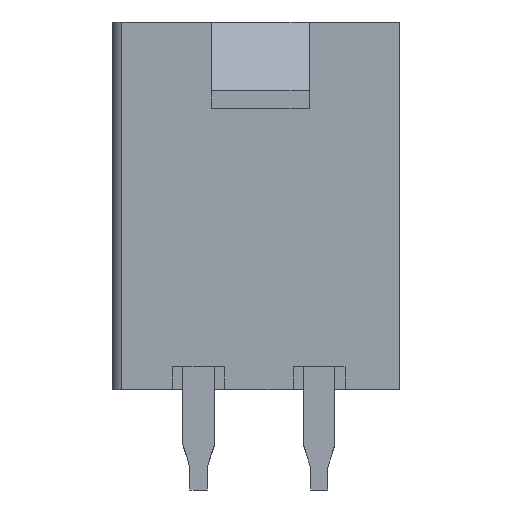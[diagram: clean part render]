
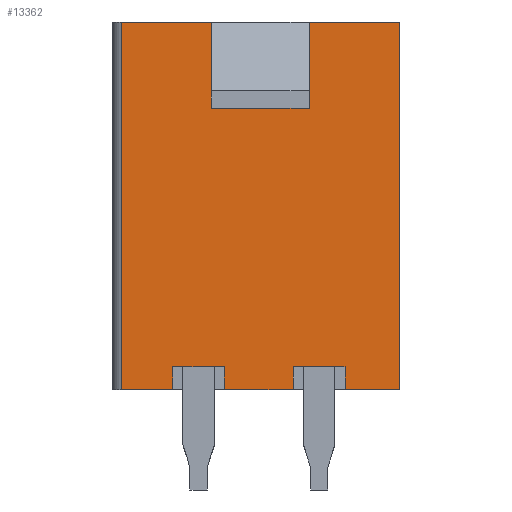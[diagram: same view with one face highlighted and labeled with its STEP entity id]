
A CAD part, front view. The second image highlights one B-rep face of the part: STEP entity #13362.
In plain terms, the highlighted planar face has unit normal (0, -1, 0).
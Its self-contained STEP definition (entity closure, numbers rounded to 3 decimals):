
#1171=ORIENTED_EDGE('',*,*,#3883,.F.);
#1172=ORIENTED_EDGE('',*,*,#3719,.T.);
#1173=ORIENTED_EDGE('',*,*,#3723,.T.);
#1174=ORIENTED_EDGE('',*,*,#3715,.T.);
#1175=ORIENTED_EDGE('',*,*,#3884,.F.);
#1176=ORIENTED_EDGE('',*,*,#3875,.T.);
#1177=ORIENTED_EDGE('',*,*,#3885,.T.);
#1178=ORIENTED_EDGE('',*,*,#3740,.F.);
#1179=ORIENTED_EDGE('',*,*,#3749,.F.);
#1180=ORIENTED_EDGE('',*,*,#3744,.T.);
#1181=ORIENTED_EDGE('',*,*,#3886,.T.);
#1182=ORIENTED_EDGE('',*,*,#3887,.F.);
#1183=ORIENTED_EDGE('',*,*,#3888,.F.);
#1184=ORIENTED_EDGE('',*,*,#3856,.T.);
#1185=ORIENTED_EDGE('',*,*,#3860,.T.);
#1186=ORIENTED_EDGE('',*,*,#3852,.T.);
#3715=EDGE_CURVE('',#5150,#5153,#6203,.T.);
#3719=EDGE_CURVE('',#5154,#5157,#6207,.T.);
#3723=EDGE_CURVE('',#5157,#5150,#6211,.T.);
#3740=EDGE_CURVE('',#5166,#5167,#6228,.T.);
#3744=EDGE_CURVE('',#5170,#5171,#6232,.T.);
#3749=EDGE_CURVE('',#5170,#5166,#6237,.T.);
#3852=EDGE_CURVE('',#5223,#5226,#6340,.T.);
#3856=EDGE_CURVE('',#5227,#5230,#6344,.T.);
#3860=EDGE_CURVE('',#5230,#5223,#6348,.T.);
#3875=EDGE_CURVE('',#5239,#5240,#6363,.T.);
#3883=EDGE_CURVE('',#5154,#5226,#6371,.T.);
#3884=EDGE_CURVE('',#5239,#5153,#6372,.T.);
#3885=EDGE_CURVE('',#5240,#5167,#6373,.T.);
#3886=EDGE_CURVE('',#5171,#5243,#6374,.T.);
#3887=EDGE_CURVE('',#5244,#5243,#6375,.T.);
#3888=EDGE_CURVE('',#5227,#5244,#6376,.T.);
#5150=VERTEX_POINT('',#17817);
#5153=VERTEX_POINT('',#17822);
#5154=VERTEX_POINT('',#17826);
#5157=VERTEX_POINT('',#17831);
#5166=VERTEX_POINT('',#17870);
#5167=VERTEX_POINT('',#17871);
#5170=VERTEX_POINT('',#17879);
#5171=VERTEX_POINT('',#17880);
#5223=VERTEX_POINT('',#18076);
#5226=VERTEX_POINT('',#18081);
#5227=VERTEX_POINT('',#18085);
#5230=VERTEX_POINT('',#18090);
#5239=VERTEX_POINT('',#18126);
#5240=VERTEX_POINT('',#18127);
#5243=VERTEX_POINT('',#18144);
#5244=VERTEX_POINT('',#18146);
#6203=LINE('',#17823,#7522);
#6207=LINE('',#17832,#7526);
#6211=LINE('',#17840,#7530);
#6228=LINE('',#17869,#7547);
#6232=LINE('',#17878,#7551);
#6237=LINE('',#17888,#7556);
#6340=LINE('',#18082,#7659);
#6344=LINE('',#18091,#7663);
#6348=LINE('',#18099,#7667);
#6363=LINE('',#18125,#7682);
#6371=LINE('',#18140,#7690);
#6372=LINE('',#18141,#7691);
#6373=LINE('',#18142,#7692);
#6374=LINE('',#18143,#7693);
#6375=LINE('',#18145,#7694);
#6376=LINE('',#18147,#7695);
#7522=VECTOR('',#14914,1000.);
#7526=VECTOR('',#14920,1000.);
#7530=VECTOR('',#14926,1000.);
#7547=VECTOR('',#14957,1000.);
#7551=VECTOR('',#14963,1000.);
#7556=VECTOR('',#14970,1000.);
#7659=VECTOR('',#15149,1000.);
#7663=VECTOR('',#15155,1000.);
#7667=VECTOR('',#15161,1000.);
#7682=VECTOR('',#15188,1000.);
#7690=VECTOR('',#15202,1000.);
#7691=VECTOR('',#15203,1000.);
#7692=VECTOR('',#15204,1000.);
#7693=VECTOR('',#15205,1000.);
#7694=VECTOR('',#15206,1000.);
#7695=VECTOR('',#15207,1000.);
#8609=EDGE_LOOP('',(#1171,#1172,#1173,#1174,#1175,#1176,#1177,#1178,#1179,
#1180,#1181,#1182,#1183,#1184,#1185,#1186));
#9109=FACE_BOUND('',#8609,.T.);
#9592=PLANE('',#13854);
#13362=ADVANCED_FACE('',(#9109),#9592,.T.);
#13854=AXIS2_PLACEMENT_3D('',#18139,#15200,#15201);
#14914=DIRECTION('',(0.,0.,-1.));
#14920=DIRECTION('',(0.,0.,1.));
#14926=DIRECTION('',(1.,0.,0.));
#14957=DIRECTION('',(0.,0.,1.));
#14963=DIRECTION('',(0.,0.,1.));
#14970=DIRECTION('',(1.,0.,0.));
#15149=DIRECTION('',(0.,0.,-1.));
#15155=DIRECTION('',(0.,0.,1.));
#15161=DIRECTION('',(1.,0.,0.));
#15188=DIRECTION('',(0.,0.,1.));
#15200=DIRECTION('',(0.,-1.,0.));
#15201=DIRECTION('',(0.,0.,-1.));
#15202=DIRECTION('',(-1.,0.,0.));
#15203=DIRECTION('',(-1.,0.,0.));
#15204=DIRECTION('',(-1.,0.,0.));
#15205=DIRECTION('',(-1.,0.,0.));
#15206=DIRECTION('',(0.,0.,1.));
#15207=DIRECTION('',(-1.,0.,0.));
#17817=CARTESIAN_POINT('',(2.95,-4.8,-5.6));
#17822=CARTESIAN_POINT('',(2.95,-4.8,-6.4));
#17823=CARTESIAN_POINT('',(2.95,-4.8,-6.4));
#17826=CARTESIAN_POINT('',(1.15,-4.8,-6.4));
#17831=CARTESIAN_POINT('',(1.15,-4.8,-5.6));
#17832=CARTESIAN_POINT('',(1.15,-4.8,-6.4));
#17840=CARTESIAN_POINT('',(4.85,-4.8,-5.6));
#17869=CARTESIAN_POINT('',(1.7,-4.8,3.4));
#17870=CARTESIAN_POINT('',(1.7,-4.8,3.4));
#17871=CARTESIAN_POINT('',(1.7,-4.8,6.4));
#17878=CARTESIAN_POINT('',(-1.7,-4.8,3.4));
#17879=CARTESIAN_POINT('',(-1.7,-4.8,3.4));
#17880=CARTESIAN_POINT('',(-1.7,-4.8,6.4));
#17888=CARTESIAN_POINT('',(-1.7,-4.8,3.4));
#18076=CARTESIAN_POINT('',(-1.25,-4.8,-5.6));
#18081=CARTESIAN_POINT('',(-1.25,-4.8,-6.4));
#18082=CARTESIAN_POINT('',(-1.25,-4.8,-6.4));
#18085=CARTESIAN_POINT('',(-3.05,-4.8,-6.4));
#18090=CARTESIAN_POINT('',(-3.05,-4.8,-5.6));
#18091=CARTESIAN_POINT('',(-3.05,-4.8,-6.4));
#18099=CARTESIAN_POINT('',(4.85,-4.8,-5.6));
#18125=CARTESIAN_POINT('',(4.85,-4.8,-6.4));
#18126=CARTESIAN_POINT('',(4.85,-4.8,-6.4));
#18127=CARTESIAN_POINT('',(4.85,-4.8,6.4));
#18139=CARTESIAN_POINT('',(4.85,-4.8,-6.4));
#18140=CARTESIAN_POINT('',(4.85,-4.8,-6.4));
#18141=CARTESIAN_POINT('',(4.85,-4.8,-6.4));
#18142=CARTESIAN_POINT('',(4.85,-4.8,6.4));
#18143=CARTESIAN_POINT('',(4.85,-4.8,6.4));
#18144=CARTESIAN_POINT('',(-4.85,-4.8,6.4));
#18145=CARTESIAN_POINT('',(-4.85,-4.8,-6.4));
#18146=CARTESIAN_POINT('',(-4.85,-4.8,-6.4));
#18147=CARTESIAN_POINT('',(4.85,-4.8,-6.4));
